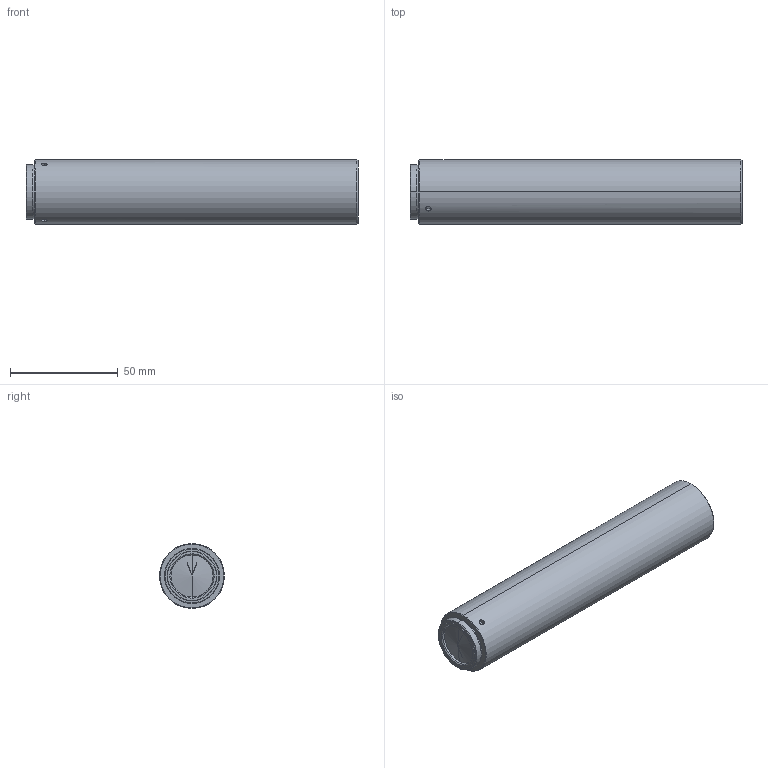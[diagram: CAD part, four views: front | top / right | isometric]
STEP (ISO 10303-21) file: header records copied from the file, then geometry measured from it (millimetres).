
FILE_DESCRIPTION (( 'STEP AP203' ), '1' );
FILE_NAME ('WH05-150A-230.STEP', '2019-12-03T01:59:16', ( 'Windows 蚚誧' ), ( '' ), 'SwSTEP 2.0', 'SolidWorks 2017', '' );
FILE_SCHEMA (( 'CONFIG_CONTROL_DESIGN' ));
Length unit declared in the file: millimetre
Products named in the file (1): WH05-150A-230
Bounding box: 153.74 x 30 x 30 mm (x, y, z)
Volume: 106557.5 mm3; surface area: 16181.3 mm2
Topology: 1 solids, 1 shells, 42 faces, 88 edges, 52 vertices
Faces by surface type: cone 19, cylinder 18, plane 5
Entity records: 1345 total; most frequent: CARTESIAN_POINT 381, DIRECTION 196, ORIENTED_EDGE 168, EDGE_CURVE 84, AXIS2_PLACEMENT_3D 81, VERTEX_POINT 52, EDGE_LOOP 50, FACE_OUTER_BOUND 42
